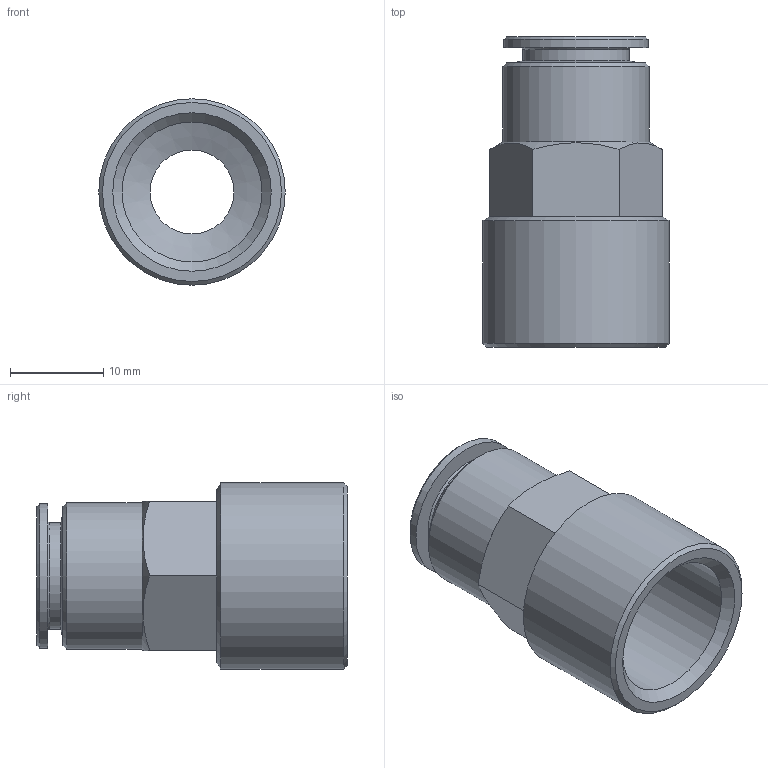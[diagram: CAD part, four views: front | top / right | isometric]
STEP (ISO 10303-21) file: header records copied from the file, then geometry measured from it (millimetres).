
FILE_DESCRIPTION( ( 'STEP AP214' ), '1' );
FILE_NAME( 'psolqas_3196_2.stp', '2020-12-01T17:09:04', ( 'License CC BY-ND 4.0' ), ( 'CADENAS' ), ' ', 'PARTsolutions', ' ' );
FILE_SCHEMA( ( 'AUTOMOTIVE_DESIGN { 1 0 10303 214 1 1 1 1 }' ) );
Length unit declared in the file: metre
Products named in the file (1): NONE
Bounding box: 20 x 33.3 x 20 mm (x, y, z)
Volume: 4303.9 mm3; surface area: 3617.2 mm2
Topology: 1 solids, 1 shells, 29 faces, 64 edges, 40 vertices
Faces by surface type: plane 11, cone 11, cylinder 7
Full cylindrical faces by diameter (mm): 9 x1, 10.15 x1, 11.4 x1, 15 x1, 15.5 x1, 15.7 x1, 20 x1
Entity records: 954 total; most frequent: CARTESIAN_POINT 156, DIRECTION 116, ORIENTED_EDGE 84, AXIS2_PLACEMENT_3D 52, EDGE_LOOP 52, EDGE_CURVE 42, FACE_OUTER_BOUND 36, VERTEX_POINT 36
